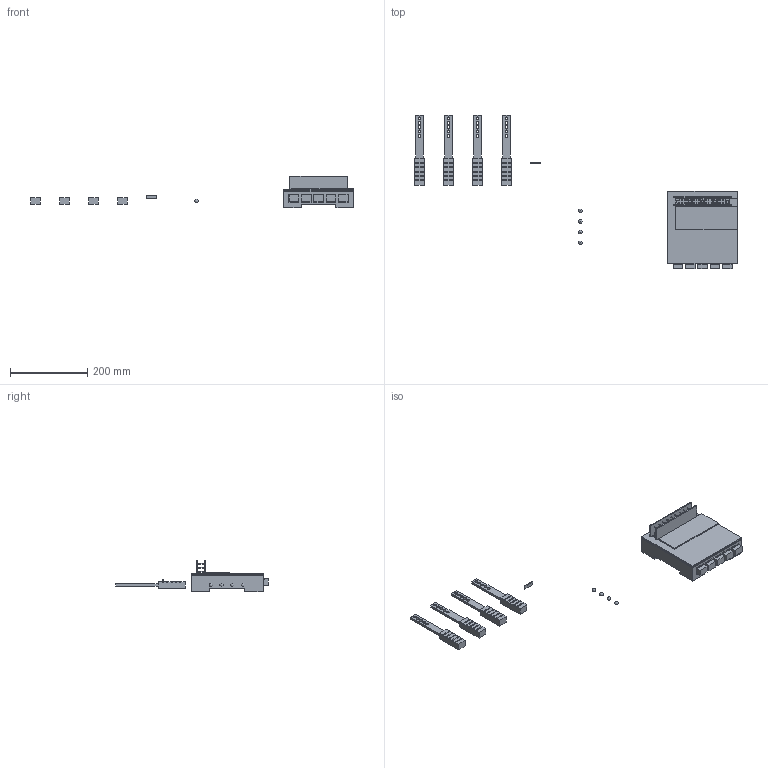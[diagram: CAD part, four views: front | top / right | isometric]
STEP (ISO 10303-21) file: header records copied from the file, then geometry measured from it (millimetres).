
FILE_DESCRIPTION(/* description */ (''),/* implementation_level */ '2;1');
FILE_NAME(/* name */ 'Mixer.step',/* time_stamp */ '2026-02-06T10:56:01+03:00',/* author */ (''),/* organization */ (''),/* preprocessor_version */ 'ST-DEVELOPER v20.1',/* originating_system */ 'Autodesk Translation Framework v14.21.0.0',/* authorisation */ '');
FILE_SCHEMA (('AUTOMOTIVE_DESIGN { 1 0 10303 214 3 1 1 }'));
Length unit declared in the file: millimetre
Products named in the file (4): Mixer; Button; Pinball; Mixer_1
Assembly tree (3 placements, depth 2):
  Mixer
    Button
    Pinball
    Mixer_1
Bounding box: 834.77 x 395.75 x 82.5 mm (x, y, z)
Volume: 1400849.3 mm3; surface area: 442139 mm2
Topology: 18 solids, 18 shells, 642 faces, 1803 edges, 1202 vertices
Faces by surface type: plane 593, cylinder 45, sphere 4
Full cylindrical faces by diameter (mm): 7.5 x45
Entity records: 20741 total; most frequent: CARTESIAN_POINT 3646, ORIENTED_EDGE 3590, DIRECTION 3187, EDGE_CURVE 1795, LINE 1701, VECTOR 1701, VERTEX_POINT 1202, EDGE_LOOP 823
